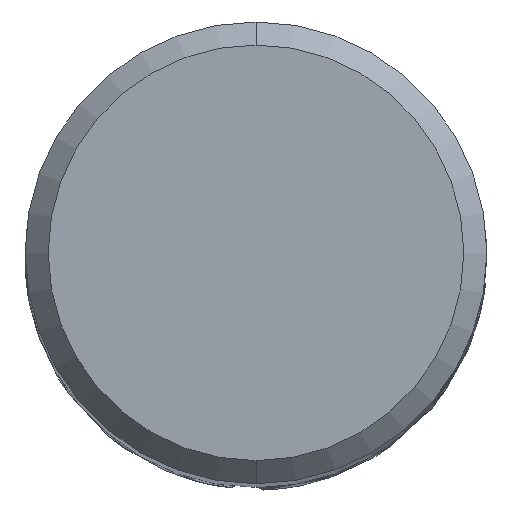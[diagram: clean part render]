
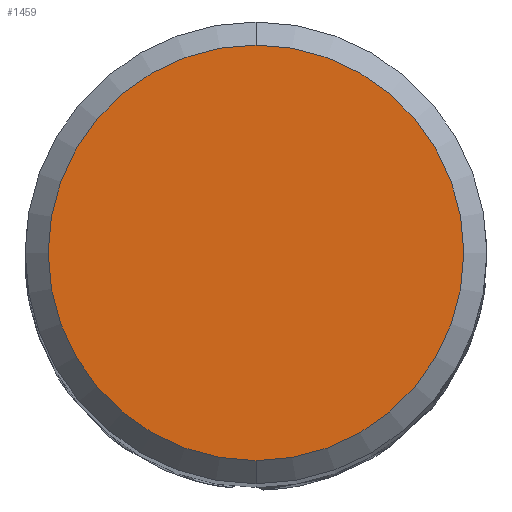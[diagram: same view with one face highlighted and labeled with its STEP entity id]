
A CAD part, top view. The second image highlights one B-rep face of the part: STEP entity #1459.
In plain terms, the highlighted planar face has unit normal (0, 0, 1).
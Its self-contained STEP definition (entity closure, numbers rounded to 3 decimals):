
#791=EDGE_CURVE('',#1563,#1235,#1917,.T.);
#1235=VERTEX_POINT('',#2400);
#1459=ADVANCED_FACE('',(#2647),#2648,.T.);
#1563=VERTEX_POINT('',#2761);
#1595=EDGE_CURVE('',#1235,#1563,#2794,.T.);
#1917=CIRCLE('',#4902,3.6);
#2400=CARTESIAN_POINT('',(0.,-3.6,0.0));
#2647=FACE_OUTER_BOUND('',#10022,.T.);
#2648=PLANE('',#10023);
#2761=CARTESIAN_POINT('',(0.0,3.6,0.0));
#2794=CIRCLE('',#10713,3.6);
#4902=AXIS2_PLACEMENT_3D('',#11270,#11271,#11272);
#10022=EDGE_LOOP('',(#12000,#12001));
#10023=AXIS2_PLACEMENT_3D('',#12002,#12003,#12004);
#10713=AXIS2_PLACEMENT_3D('',#12140,#12141,#12142);
#11270=CARTESIAN_POINT('',(0.0,0.0,0.0));
#11271=DIRECTION('',(0.0,0.0,-1.0));
#11272=DIRECTION('',(0.0,1.0,0.0));
#12000=ORIENTED_EDGE('',*,*,#791,.F.);
#12001=ORIENTED_EDGE('',*,*,#1595,.F.);
#12002=CARTESIAN_POINT('',(0.0,1.8,0.0));
#12003=DIRECTION('',(-0.0,0.0,1.0));
#12004=DIRECTION('',(0.0,-1.0,0.0));
#12140=CARTESIAN_POINT('',(0.0,0.0,0.0));
#12141=DIRECTION('',(0.0,0.0,-1.0));
#12142=DIRECTION('',(0.0,1.0,0.0));
